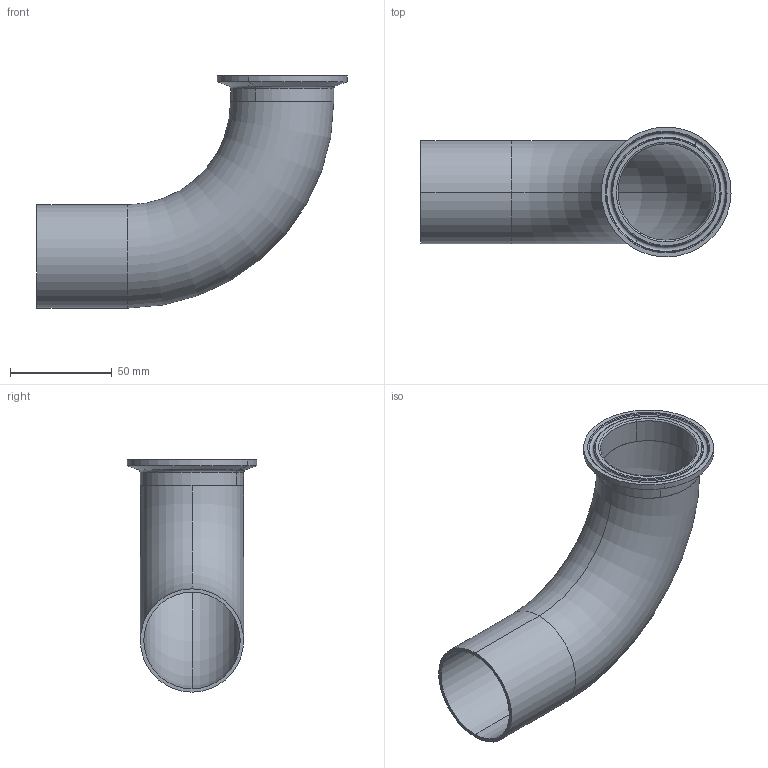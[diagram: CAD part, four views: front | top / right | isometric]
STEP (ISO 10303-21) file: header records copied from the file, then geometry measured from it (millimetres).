
FILE_DESCRIPTION (( 'STEP AP214' ), '1' );
FILE_NAME ('DT12 50.8 B.STEP', '2014-03-15T03:32:17', ( '' ), ( '' ), 'SwSTEP 2.0', 'SolidWorks 2013', '' );
FILE_SCHEMA (( 'AUTOMOTIVE_DESIGN' ));
Length unit declared in the file: inch
Products named in the file (3): 12 50.8; DT12 50.8; DT12 50.8 B
Assembly tree (2 placements, depth 2):
  DT12 50.8 B
    DT12 50.8
    12 50.8
Bounding box: 152.65 x 63.9 x 114.3 mm (x, y, z)
Volume: 49199.7 mm3; surface area: 58009 mm2
Topology: 2 solids, 2 shells, 37 faces, 74 edges, 42 vertices
Faces by surface type: torus 16, cylinder 10, cone 6, plane 5
Entity records: 1102 total; most frequent: DIRECTION 216, CARTESIAN_POINT 158, ORIENTED_EDGE 148, AXIS2_PLACEMENT_3D 100, EDGE_CURVE 74, CIRCLE 58, EDGE_LOOP 42, VERTEX_POINT 42
